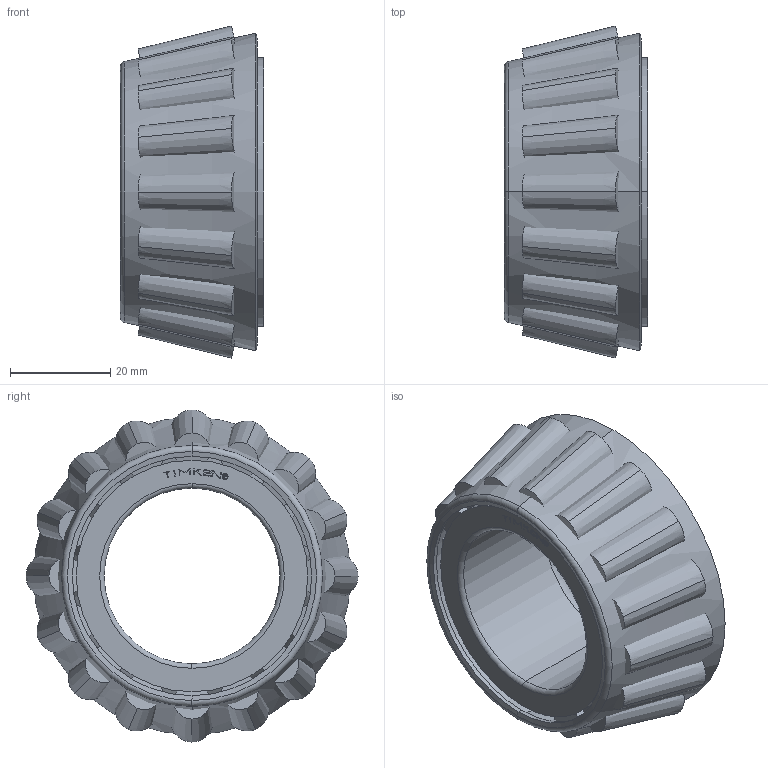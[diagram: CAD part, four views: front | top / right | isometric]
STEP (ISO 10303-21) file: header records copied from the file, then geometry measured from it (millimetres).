
FILE_DESCRIPTION(('starvars output'),'2;1');
FILE_NAME('cv20221011073224000006560.stp','07:32:24 2022/10/11',( 'Thomas Industrial Network Germany GmbH'),( 'Thomas Industrial Network Germany GmbH'),'unknown preprocess','ACIS' ,'unknown authorization');
FILE_SCHEMA(('AUTOMOTIVE_DESIGN_CC2 {UNKNOWN IMPLEMENTATION LEVEL}'));
Length unit declared in the file: millimetre
Products named in the file (3): PRODUCT_ID_1; PRODUCT_ID_2; PRODUCT_ID_3
Bounding box: 28.5 x 66.14 x 66.14 mm (x, y, z)
Volume: 42270 mm3; surface area: 28969.1 mm2
Topology: 18 solids, 18 shells, 274 faces, 640 edges, 418 vertices
Faces by surface type: plane 196, cone 50, cylinder 22, torus 6
Entity records: 9711 total; most frequent: ORIENTED_EDGE 1280, CARTESIAN_POINT 1240, DIRECTION 1140, EDGE_CURVE 640, VECTOR 504, LINE 504, VERTEX_POINT 418, AXIS2_PLACEMENT_3D 318
